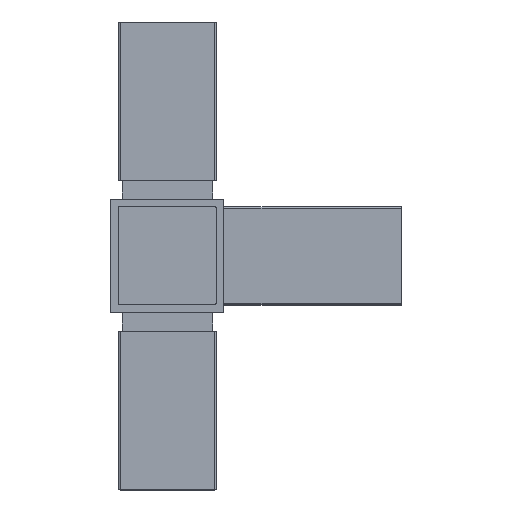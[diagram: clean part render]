
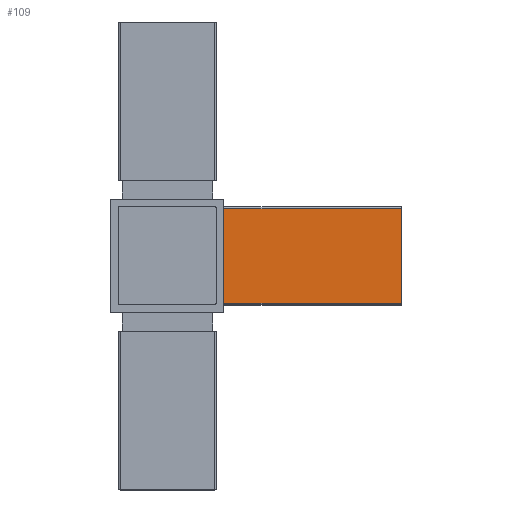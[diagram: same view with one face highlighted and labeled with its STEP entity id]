
A CAD part, top view. The second image highlights one B-rep face of the part: STEP entity #109.
In plain terms, the highlighted planar face has unit normal (0, 0, 1).
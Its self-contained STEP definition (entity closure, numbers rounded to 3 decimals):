
#109 = ADVANCED_FACE( '', ( #275 ), #276, .F. );
#275 = FACE_OUTER_BOUND( '', #504, .T. );
#276 = PLANE( '', #505 );
#504 = EDGE_LOOP( '', ( #762, #763, #764, #765 ) );
#505 = AXIS2_PLACEMENT_3D( '', #766, #767, #768 );
#762 = ORIENTED_EDGE( '', *, *, #1385, .T. );
#763 = ORIENTED_EDGE( '', *, *, #1386, .T. );
#764 = ORIENTED_EDGE( '', *, *, #1387, .F. );
#765 = ORIENTED_EDGE( '', *, *, #1388, .F. );
#766 = CARTESIAN_POINT( '', ( 62., 12.5, 13. ) );
#767 = DIRECTION( '', ( 0., 0., -1. ) );
#768 = DIRECTION( '', ( -1., 0., 0. ) );
#1385 = EDGE_CURVE( '', #1664, #1665, #1666, .T. );
#1386 = EDGE_CURVE( '', #1665, #1667, #1668, .T. );
#1387 = EDGE_CURVE( '', #1669, #1667, #1670, .T. );
#1388 = EDGE_CURVE( '', #1664, #1669, #1671, .T. );
#1664 = VERTEX_POINT( '', #2059 );
#1665 = VERTEX_POINT( '', #2060 );
#1666 = LINE( '', #2061, #2062 );
#1667 = VERTEX_POINT( '', #2063 );
#1668 = LINE( '', #2064, #2065 );
#1669 = VERTEX_POINT( '', #2066 );
#1670 = LINE( '', #2067, #2068 );
#1671 = LINE( '', #2069, #2070 );
#2059 = CARTESIAN_POINT( '', ( 62., 12.5, 13. ) );
#2060 = CARTESIAN_POINT( '', ( 15., 12.5, 13. ) );
#2061 = CARTESIAN_POINT( '', ( 62., 12.5, 13. ) );
#2062 = VECTOR( '', #2518, 1000. );
#2063 = CARTESIAN_POINT( '', ( 15., -12.5, 13. ) );
#2064 = CARTESIAN_POINT( '', ( 15., 15., 13. ) );
#2065 = VECTOR( '', #2519, 1000. );
#2066 = CARTESIAN_POINT( '', ( 62., -12.5, 13. ) );
#2067 = CARTESIAN_POINT( '', ( 62., -12.5, 13. ) );
#2068 = VECTOR( '', #2520, 1000. );
#2069 = CARTESIAN_POINT( '', ( 62., 12.5, 13. ) );
#2070 = VECTOR( '', #2521, 1000. );
#2518 = DIRECTION( '', ( -1., 0., 0. ) );
#2519 = DIRECTION( '', ( 0., -1., 0. ) );
#2520 = DIRECTION( '', ( -1., 0., 0. ) );
#2521 = DIRECTION( '', ( 0., -1., 0. ) );
